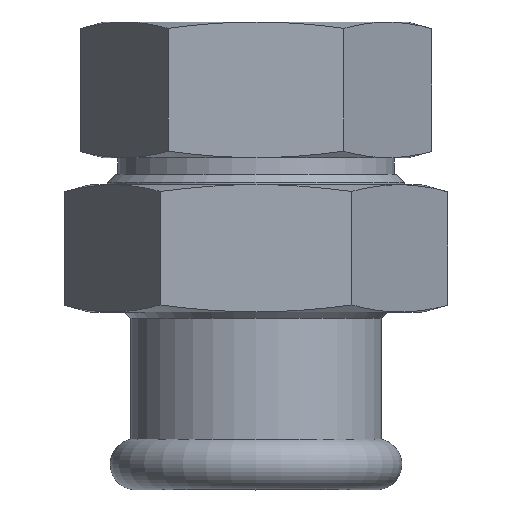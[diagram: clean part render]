
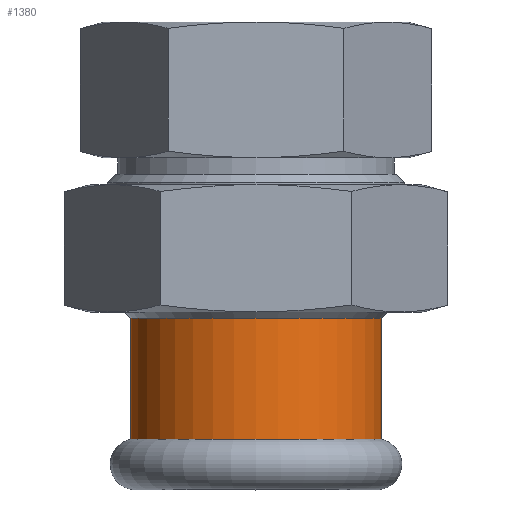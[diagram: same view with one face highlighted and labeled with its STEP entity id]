
A CAD part, top view. The second image highlights one B-rep face of the part: STEP entity #1380.
In plain terms, the highlighted cylindrical face has radius 22.7 mm (diameter 45.4 mm), a full revolution.
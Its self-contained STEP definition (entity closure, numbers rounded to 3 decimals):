
#166=LINE('',#2445,#207);
#207=VECTOR('',#1952,22.7);
#232=CYLINDRICAL_SURFACE('',#1575,22.7);
#287=FACE_OUTER_BOUND('',#382,.T.);
#382=EDGE_LOOP('',(#1145,#1146,#1147,#1148,#1149,#1150));
#427=CIRCLE('',#1440,22.7);
#428=CIRCLE('',#1441,22.7);
#508=CIRCLE('',#1566,22.7);
#509=CIRCLE('',#1567,22.7);
#550=VERTEX_POINT('',#2117);
#551=VERTEX_POINT('',#2118);
#638=VERTEX_POINT('',#2425);
#639=VERTEX_POINT('',#2427);
#687=EDGE_CURVE('',#550,#551,#427,.T.);
#688=EDGE_CURVE('',#551,#550,#428,.T.);
#815=EDGE_CURVE('',#638,#639,#508,.T.);
#816=EDGE_CURVE('',#639,#638,#509,.T.);
#824=EDGE_CURVE('',#638,#551,#166,.T.);
#1145=ORIENTED_EDGE('',*,*,#816,.F.);
#1146=ORIENTED_EDGE('',*,*,#815,.F.);
#1147=ORIENTED_EDGE('',*,*,#824,.T.);
#1148=ORIENTED_EDGE('',*,*,#688,.T.);
#1149=ORIENTED_EDGE('',*,*,#687,.T.);
#1150=ORIENTED_EDGE('',*,*,#824,.F.);
#1380=ADVANCED_FACE('',(#287),#232,.T.);
#1440=AXIS2_PLACEMENT_3D('',#2119,#1654,#1655);
#1441=AXIS2_PLACEMENT_3D('',#2120,#1656,#1657);
#1566=AXIS2_PLACEMENT_3D('',#2428,#1929,#1930);
#1567=AXIS2_PLACEMENT_3D('',#2429,#1931,#1932);
#1575=AXIS2_PLACEMENT_3D('',#2444,#1950,#1951);
#1654=DIRECTION('center_axis',(0.,1.,0.));
#1655=DIRECTION('ref_axis',(0.,0.,1.));
#1656=DIRECTION('center_axis',(0.,1.,0.));
#1657=DIRECTION('ref_axis',(0.,0.,1.));
#1929=DIRECTION('center_axis',(0.,1.,0.));
#1930=DIRECTION('ref_axis',(0.,0.,1.));
#1931=DIRECTION('center_axis',(0.,1.,0.));
#1932=DIRECTION('ref_axis',(0.,0.,1.));
#1950=DIRECTION('center_axis',(0.,1.,0.));
#1951=DIRECTION('ref_axis',(0.,0.,1.));
#1952=DIRECTION('',(0.,-1.,0.));
#2117=CARTESIAN_POINT('',(0.,9.116,22.7));
#2118=CARTESIAN_POINT('',(0.,9.116,-22.7));
#2119=CARTESIAN_POINT('Origin',(0.,9.116,0.));
#2120=CARTESIAN_POINT('Origin',(0.,9.116,0.));
#2425=CARTESIAN_POINT('',(0.,31.,-22.7));
#2427=CARTESIAN_POINT('',(0.,31.,22.7));
#2428=CARTESIAN_POINT('Origin',(0.,31.,0.));
#2429=CARTESIAN_POINT('Origin',(0.,31.,0.));
#2444=CARTESIAN_POINT('Origin',(0.,20.058,0.));
#2445=CARTESIAN_POINT('',(0.,20.058,-22.7));
